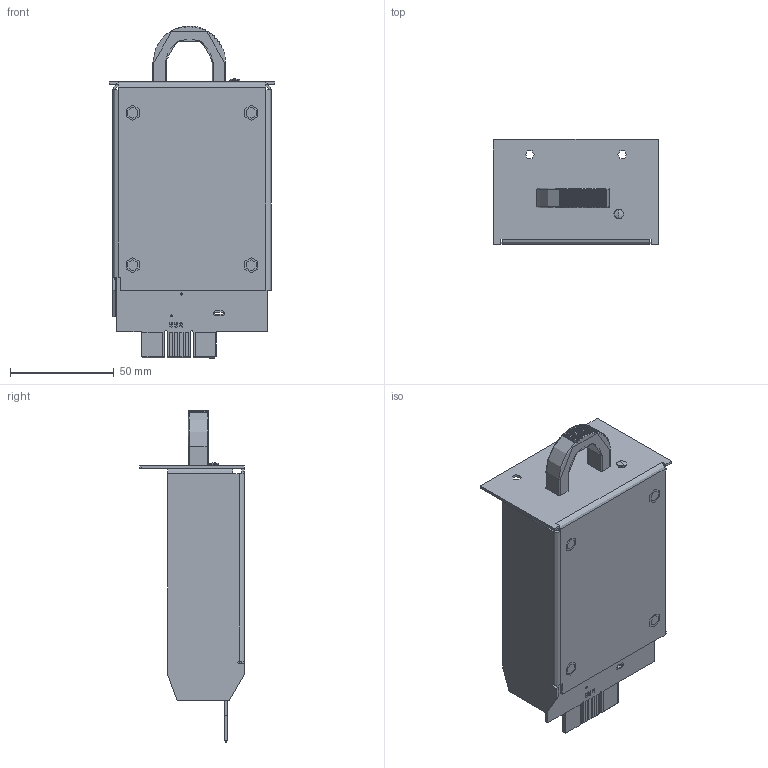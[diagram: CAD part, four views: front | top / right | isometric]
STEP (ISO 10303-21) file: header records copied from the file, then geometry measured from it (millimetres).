
FILE_DESCRIPTION (( 'STEP AP214' ), '1' );
FILE_NAME ('1000-1506-E.STEP', '2019-01-22T20:24:17', ( '' ), ( '' ), 'SwSTEP 2.0', 'SolidWorks 2018', '' );
FILE_SCHEMA (( 'AUTOMOTIVE_DESIGN' ));
Length unit declared in the file: inch
Products named in the file (39): 2102-214; 2250-1110; 3450-136; 2001-431^2001-431; 3450-141; 1600-417^2001-431; 2103-018; 2102-004; 1000-1506-E; 2103-166; 3450-137; 2300-153; PEM_BSO-632-10ZI^2001-431; 2001-431^2001-431_HANDLE; 2103-166_2103-166; 2001-431_HANDLE; 2102-214_91249A144; 2200-672
Assembly tree (32 placements, depth 3):
  3450-136
  2001-431^2001-431
  1600-417^2001-431
  1000-1506-E
    2102-214
    2102-214
    2102-004
    2102-004
    2103-166
    2102-214
    2102-214
    2103-166
  2103-018
Bounding box: 79.82 x 50.51 x 159.96 mm (x, y, z)
Volume: 42903 mm3; surface area: 64683.2 mm2
Topology: 22 solids, 22 shells, 3311 faces, 8638 edges, 5647 vertices
Faces by surface type: plane 1501, cylinder 892, bspline 716, cone 140, torus 46, sphere 16
Entity records: 139266 total; most frequent: CARTESIAN_POINT 56106, ORIENTED_EDGE 13238, DIRECTION 10097, EDGE_CURVE 6619, VERTEX_POINT 4350, LINE 4127, VECTOR 4127, AXIS2_PLACEMENT_3D 2985
